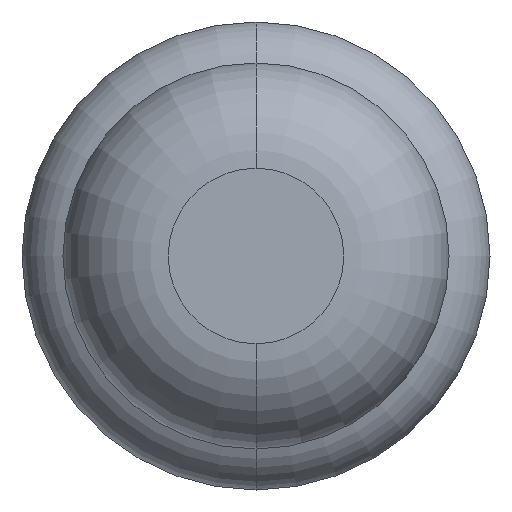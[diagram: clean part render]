
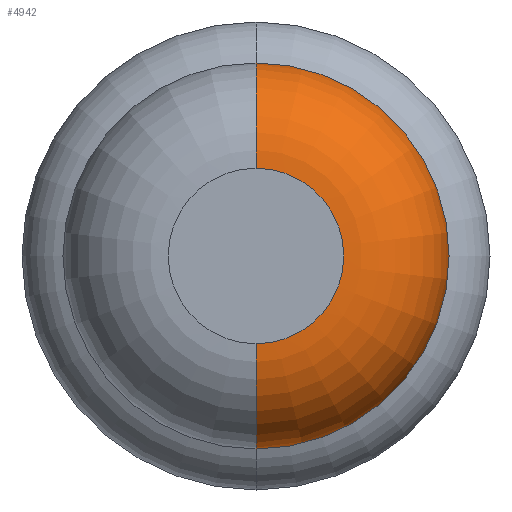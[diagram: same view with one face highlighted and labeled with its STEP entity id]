
A CAD part, front view. The second image highlights one B-rep face of the part: STEP entity #4942.
In plain terms, the highlighted toroidal (fillet/blend) face has major radius 0.375 mm and minor radius 0.45 mm.
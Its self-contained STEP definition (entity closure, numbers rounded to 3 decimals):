
#60 = VERTEX_POINT ( 'NONE', #3150 ) ;
#169 = AXIS2_PLACEMENT_3D ( 'NONE', #3866, #5023, #1873 ) ;
#660 = DIRECTION ( 'NONE',  ( 0., 0., 1. ) ) ;
#802 = DIRECTION ( 'NONE',  ( 0., 1., 0. ) ) ;
#1222 = DIRECTION ( 'NONE',  ( 0., 0., -1. ) ) ;
#1264 = ORIENTED_EDGE ( 'NONE', *, *, #2032, .F. ) ;
#1357 = EDGE_LOOP ( 'NONE', ( #1440, #3566, #1264, #3184 ) ) ;
#1440 = ORIENTED_EDGE ( 'NONE', *, *, #2695, .T. ) ;
#1467 = CIRCLE ( 'NONE', #2497, 0.45 ) ;
#1590 = VERTEX_POINT ( 'NONE', #4756 ) ;
#1774 = VERTEX_POINT ( 'NONE', #1807 ) ;
#1807 = CARTESIAN_POINT ( 'NONE',  ( 0., -29., -0.375 ) ) ;
#1858 = EDGE_CURVE ( 'NONE', #60, #1590, #2385, .T. ) ;
#1873 = DIRECTION ( 'NONE',  ( 0., 0., 1. ) ) ;
#1940 = DIRECTION ( 'NONE',  ( 0., 0., 1. ) ) ;
#1974 = AXIS2_PLACEMENT_3D ( 'NONE', #5027, #4636, #660 ) ;
#2032 = EDGE_CURVE ( 'Defeature ausgef�hrt1_9+Defeature ausgef�hrt1_8+Defeature ausgef�hrt1_8+Defeature ausgef�hrt1_8', #1590, #5051, #3558, .T. ) ;
#2385 = CIRCLE ( 'NONE', #1974, 0.45 ) ;
#2497 = AXIS2_PLACEMENT_3D ( 'NONE', #4674, #4723, #1222 ) ;
#2695 = EDGE_CURVE ( 'Defeature ausgef�hrt1_8+Defeature ausgef�hrt1_7+Defeature ausgef�hrt1_7+Defeature ausgef�hrt1_7', #60, #1774, #2999, .T. ) ;
#2999 = CIRCLE ( 'NONE', #169, 0.375 ) ;
#3150 = CARTESIAN_POINT ( 'NONE',  ( 0., -29., 0.375 ) ) ;
#3183 = AXIS2_PLACEMENT_3D ( 'NONE', #3773, #4166, #3319 ) ;
#3184 = ORIENTED_EDGE ( 'NONE', *, *, #1858, .F. ) ;
#3319 = DIRECTION ( 'NONE',  ( 0., 0., 1. ) ) ;
#3558 = CIRCLE ( 'NONE', #4005, 0.825 ) ;
#3566 = ORIENTED_EDGE ( 'NONE', *, *, #4589, .T. ) ;
#3773 = CARTESIAN_POINT ( 'NONE',  ( 0., -28.55, 0. ) ) ;
#3866 = CARTESIAN_POINT ( 'NONE',  ( 0., -29., 0. ) ) ;
#3919 = FACE_OUTER_BOUND ( 'NONE', #1357, .T. ) ;
#4005 = AXIS2_PLACEMENT_3D ( 'NONE', #5078, #802, #1940 ) ;
#4166 = DIRECTION ( 'NONE',  ( 0., 1., 0. ) ) ;
#4589 = EDGE_CURVE ( 'NONE', #1774, #5051, #1467, .T. ) ;
#4629 = CARTESIAN_POINT ( 'NONE',  ( 0., -28.55, -0.825 ) ) ;
#4636 = DIRECTION ( 'NONE',  ( -1., 0., 0. ) ) ;
#4674 = CARTESIAN_POINT ( 'NONE',  ( 0., -28.55, -0.375 ) ) ;
#4723 = DIRECTION ( 'NONE',  ( 1., 0., 0. ) ) ;
#4756 = CARTESIAN_POINT ( 'NONE',  ( 0., -28.55, 0.825 ) ) ;
#4942 = ADVANCED_FACE ( 'Defeature ausgef�hrt1_8', ( #3919 ), #5082, .T. ) ;
#5023 = DIRECTION ( 'NONE',  ( 0., 1., 0. ) ) ;
#5027 = CARTESIAN_POINT ( 'NONE',  ( 0., -28.55, 0.375 ) ) ;
#5051 = VERTEX_POINT ( 'NONE', #4629 ) ;
#5078 = CARTESIAN_POINT ( 'NONE',  ( 0., -28.55, 0. ) ) ;
#5082 = TOROIDAL_SURFACE ( 'NONE', #3183, 0.375, 0.45 ) ;
